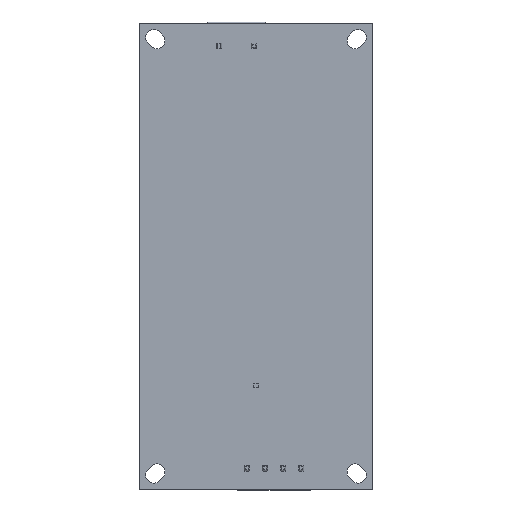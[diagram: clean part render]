
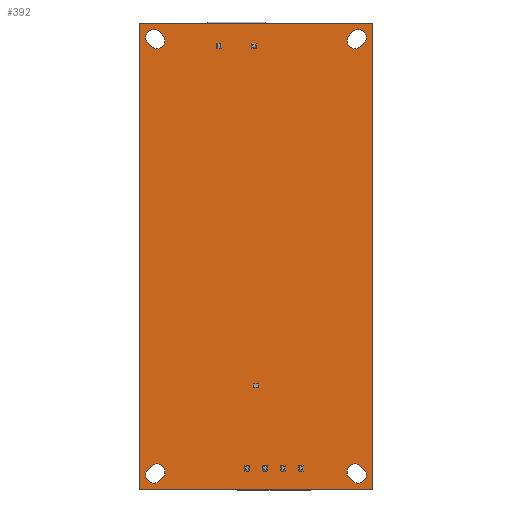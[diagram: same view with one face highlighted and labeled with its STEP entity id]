
A CAD part, front view. The second image highlights one B-rep face of the part: STEP entity #392.
In plain terms, the highlighted planar face has unit normal (0, -1, 0).
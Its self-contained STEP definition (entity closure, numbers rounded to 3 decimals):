
#1=DIRECTION('',(0.,0.,1.));
#2=VECTOR('',#1,101.6);
#3=CARTESIAN_POINT('',(-25.4,0.,-50.8));
#4=LINE('',#3,#2);
#5=DIRECTION('',(1.,0.,0.));
#6=VECTOR('',#5,50.8);
#7=CARTESIAN_POINT('',(-25.4,0.,50.8));
#8=LINE('',#7,#6);
#9=DIRECTION('',(0.,0.,-1.));
#10=VECTOR('',#9,101.6);
#11=CARTESIAN_POINT('',(25.4,0.,50.8));
#12=LINE('',#11,#10);
#13=DIRECTION('',(-1.,0.,0.));
#14=VECTOR('',#13,50.8);
#15=CARTESIAN_POINT('',(25.4,0.,-50.8));
#16=LINE('',#15,#14);
#17=DIRECTION('',(-0.707,0.,-0.707));
#18=VECTOR('',#17,1.);
#19=CARTESIAN_POINT('',(-22.809,0.,-45.719));
#20=LINE('',#19,#18);
#21=CARTESIAN_POINT('',(-22.279,0.,-47.664));
#22=DIRECTION('',(0.,1.,0.));
#23=DIRECTION('',(0.707,0.,-0.707));
#24=AXIS2_PLACEMENT_3D('',#21,#22,#23);
#26=DIRECTION('',(0.707,0.,0.707));
#27=VECTOR('',#26,1.);
#28=CARTESIAN_POINT('',(-21.041,0.,-48.901));
#29=LINE('',#28,#27);
#30=CARTESIAN_POINT('',(-21.571,0.,-46.956));
#31=DIRECTION('',(0.,1.,0.));
#32=DIRECTION('',(-0.707,0.,0.707));
#33=AXIS2_PLACEMENT_3D('',#30,#31,#32);
#35=CARTESIAN_POINT('',(21.571,0.,-46.956));
#36=DIRECTION('',(0.,1.,0.));
#37=DIRECTION('',(-0.707,0.,-0.707));
#38=AXIS2_PLACEMENT_3D('',#35,#36,#37);
#40=DIRECTION('',(0.707,0.,-0.707));
#41=VECTOR('',#40,1.);
#42=CARTESIAN_POINT('',(20.334,0.,-48.194));
#43=LINE('',#42,#41);
#44=CARTESIAN_POINT('',(22.279,0.,-47.664));
#45=DIRECTION('',(0.,1.,0.));
#46=DIRECTION('',(0.707,0.,0.707));
#47=AXIS2_PLACEMENT_3D('',#44,#45,#46);
#49=DIRECTION('',(-0.707,0.,0.707));
#50=VECTOR('',#49,1.);
#51=CARTESIAN_POINT('',(23.516,0.,-46.426));
#52=LINE('',#51,#50);
#53=CARTESIAN_POINT('',(-21.571,0.,46.956));
#54=DIRECTION('',(0.,1.,0.));
#55=DIRECTION('',(0.707,0.,0.707));
#56=AXIS2_PLACEMENT_3D('',#53,#54,#55);
#58=DIRECTION('',(-0.707,0.,0.707));
#59=VECTOR('',#58,1.);
#60=CARTESIAN_POINT('',(-20.334,0.,48.194));
#61=LINE('',#60,#59);
#62=CARTESIAN_POINT('',(-22.279,0.,47.664));
#63=DIRECTION('',(0.,1.,0.));
#64=DIRECTION('',(-0.707,0.,-0.707));
#65=AXIS2_PLACEMENT_3D('',#62,#63,#64);
#67=DIRECTION('',(0.707,0.,-0.707));
#68=VECTOR('',#67,1.);
#69=CARTESIAN_POINT('',(-23.516,0.,46.426));
#70=LINE('',#69,#68);
#71=DIRECTION('',(0.707,0.,0.707));
#72=VECTOR('',#71,1.);
#73=CARTESIAN_POINT('',(22.809,0.,45.719));
#74=LINE('',#73,#72);
#75=CARTESIAN_POINT('',(22.279,0.,47.664));
#76=DIRECTION('',(0.,1.,0.));
#77=DIRECTION('',(-0.707,0.,0.707));
#78=AXIS2_PLACEMENT_3D('',#75,#76,#77);
#80=DIRECTION('',(-0.707,0.,-0.707));
#81=VECTOR('',#80,1.);
#82=CARTESIAN_POINT('',(21.041,0.,48.901));
#83=LINE('',#82,#81);
#84=CARTESIAN_POINT('',(21.571,0.,46.956));
#85=DIRECTION('',(0.,1.,0.));
#86=DIRECTION('',(0.707,0.,-0.707));
#87=AXIS2_PLACEMENT_3D('',#84,#85,#86);
#257=CARTESIAN_POINT('',(-25.4,0.,-50.8));
#258=CARTESIAN_POINT('',(-25.4,0.,50.8));
#259=VERTEX_POINT('',#257);
#260=VERTEX_POINT('',#258);
#261=CARTESIAN_POINT('',(25.4,0.,50.8));
#262=VERTEX_POINT('',#261);
#263=CARTESIAN_POINT('',(25.4,0.,-50.8));
#264=VERTEX_POINT('',#263);
#273=CARTESIAN_POINT('',(-22.809,0.,-45.719));
#274=CARTESIAN_POINT('',(-23.516,0.,-46.426));
#275=VERTEX_POINT('',#273);
#276=VERTEX_POINT('',#274);
#277=CARTESIAN_POINT('',(-21.041,0.,-48.901));
#278=VERTEX_POINT('',#277);
#279=CARTESIAN_POINT('',(-20.334,0.,-48.194));
#280=VERTEX_POINT('',#279);
#281=CARTESIAN_POINT('',(20.334,0.,-48.194));
#282=CARTESIAN_POINT('',(22.809,0.,-45.719));
#283=VERTEX_POINT('',#281);
#284=VERTEX_POINT('',#282);
#285=CARTESIAN_POINT('',(21.041,0.,-48.901));
#286=VERTEX_POINT('',#285);
#287=CARTESIAN_POINT('',(23.516,0.,-46.426));
#288=VERTEX_POINT('',#287);
#289=CARTESIAN_POINT('',(-20.334,0.,48.194));
#290=CARTESIAN_POINT('',(-22.809,0.,45.719));
#291=VERTEX_POINT('',#289);
#292=VERTEX_POINT('',#290);
#293=CARTESIAN_POINT('',(-21.041,0.,48.901));
#294=VERTEX_POINT('',#293);
#295=CARTESIAN_POINT('',(-23.516,0.,46.426));
#296=VERTEX_POINT('',#295);
#297=CARTESIAN_POINT('',(22.809,0.,45.719));
#298=CARTESIAN_POINT('',(23.516,0.,46.426));
#299=VERTEX_POINT('',#297);
#300=VERTEX_POINT('',#298);
#301=CARTESIAN_POINT('',(21.041,0.,48.901));
#302=VERTEX_POINT('',#301);
#303=CARTESIAN_POINT('',(20.334,0.,48.194));
#304=VERTEX_POINT('',#303);
#337=CARTESIAN_POINT('',(0.,0.,0.));
#338=DIRECTION('',(0.,1.,0.));
#339=DIRECTION('',(1.,0.,0.));
#340=AXIS2_PLACEMENT_3D('',#337,#338,#339);
#341=PLANE('',#340);
#343=ORIENTED_EDGE('',*,*,#342,.T.);
#345=ORIENTED_EDGE('',*,*,#344,.T.);
#347=ORIENTED_EDGE('',*,*,#346,.T.);
#349=ORIENTED_EDGE('',*,*,#348,.T.);
#350=EDGE_LOOP('',(#343,#345,#347,#349));
#351=FACE_OUTER_BOUND('',#350,.F.);
#353=ORIENTED_EDGE('',*,*,#352,.T.);
#355=ORIENTED_EDGE('',*,*,#354,.F.);
#357=ORIENTED_EDGE('',*,*,#356,.T.);
#359=ORIENTED_EDGE('',*,*,#358,.F.);
#360=EDGE_LOOP('',(#353,#355,#357,#359));
#361=FACE_BOUND('',#360,.F.);
#363=ORIENTED_EDGE('',*,*,#362,.F.);
#365=ORIENTED_EDGE('',*,*,#364,.T.);
#367=ORIENTED_EDGE('',*,*,#366,.F.);
#369=ORIENTED_EDGE('',*,*,#368,.T.);
#370=EDGE_LOOP('',(#363,#365,#367,#369));
#371=FACE_BOUND('',#370,.F.);
#373=ORIENTED_EDGE('',*,*,#372,.F.);
#375=ORIENTED_EDGE('',*,*,#374,.T.);
#377=ORIENTED_EDGE('',*,*,#376,.F.);
#379=ORIENTED_EDGE('',*,*,#378,.T.);
#380=EDGE_LOOP('',(#373,#375,#377,#379));
#381=FACE_BOUND('',#380,.F.);
#383=ORIENTED_EDGE('',*,*,#382,.T.);
#385=ORIENTED_EDGE('',*,*,#384,.F.);
#387=ORIENTED_EDGE('',*,*,#386,.T.);
#389=ORIENTED_EDGE('',*,*,#388,.F.);
#390=EDGE_LOOP('',(#383,#385,#387,#389));
#391=FACE_BOUND('',#390,.F.);
#25=CIRCLE('',#24,1.75);
#34=CIRCLE('',#33,1.75);
#39=CIRCLE('',#38,1.75);
#48=CIRCLE('',#47,1.75);
#57=CIRCLE('',#56,1.75);
#66=CIRCLE('',#65,1.75);
#79=CIRCLE('',#78,1.75);
#88=CIRCLE('',#87,1.75);
#342=EDGE_CURVE('',#259,#260,#4,.T.);
#344=EDGE_CURVE('',#260,#262,#8,.T.);
#346=EDGE_CURVE('',#262,#264,#12,.T.);
#348=EDGE_CURVE('',#264,#259,#16,.T.);
#352=EDGE_CURVE('',#275,#276,#20,.T.);
#354=EDGE_CURVE('',#278,#276,#25,.T.);
#356=EDGE_CURVE('',#278,#280,#29,.T.);
#358=EDGE_CURVE('',#275,#280,#34,.T.);
#362=EDGE_CURVE('',#283,#284,#39,.T.);
#364=EDGE_CURVE('',#283,#286,#43,.T.);
#366=EDGE_CURVE('',#288,#286,#48,.T.);
#368=EDGE_CURVE('',#288,#284,#52,.T.);
#372=EDGE_CURVE('',#291,#292,#57,.T.);
#374=EDGE_CURVE('',#291,#294,#61,.T.);
#376=EDGE_CURVE('',#296,#294,#66,.T.);
#378=EDGE_CURVE('',#296,#292,#70,.T.);
#382=EDGE_CURVE('',#299,#300,#74,.T.);
#384=EDGE_CURVE('',#302,#300,#79,.T.);
#386=EDGE_CURVE('',#302,#304,#83,.T.);
#388=EDGE_CURVE('',#299,#304,#88,.T.);
#392=ADVANCED_FACE('',(#351,#361,#371,#381,#391),#341,.F.);
